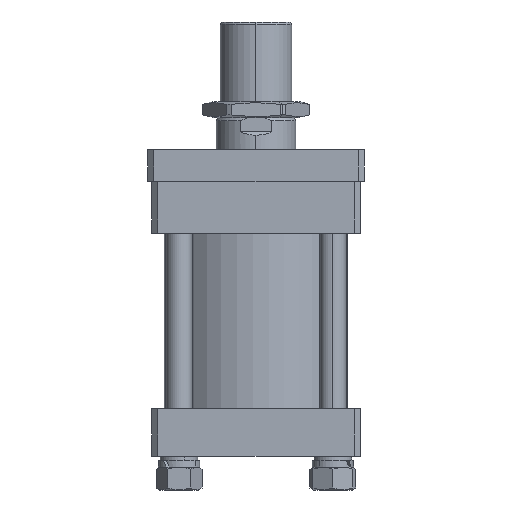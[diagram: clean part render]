
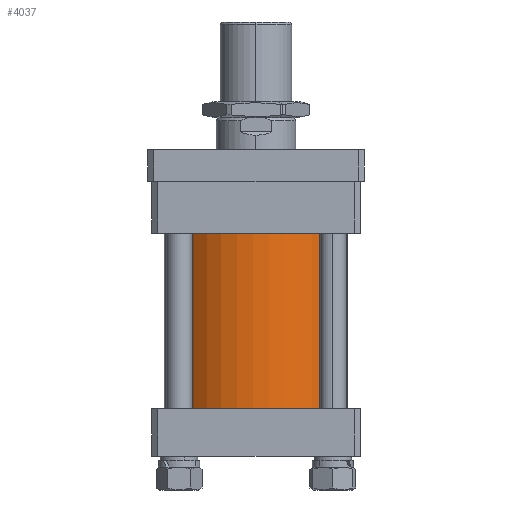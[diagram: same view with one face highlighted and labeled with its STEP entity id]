
A CAD part, front view. The second image highlights one B-rep face of the part: STEP entity #4037.
In plain terms, the highlighted cylindrical face has radius 115 mm (diameter 230 mm), a partial arc.
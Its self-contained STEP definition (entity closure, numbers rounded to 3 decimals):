
#283 = VERTEX_POINT ( 'NONE', #3870 ) ;
#319 = VERTEX_POINT ( 'NONE', #3914 ) ;
#321 = VERTEX_POINT ( 'NONE', #3908 ) ;
#447 = VERTEX_POINT ( 'NONE', #1190 ) ;
#1190 = CARTESIAN_POINT ( 'NONE',  ( 115., 0., 110. ) ) ;
#1483 = EDGE_CURVE ( 'NONE', #447, #283, #2271, .T. ) ;
#1549 = EDGE_CURVE ( 'NONE', #321, #319, #2004, .T. ) ;
#1631 = EDGE_CURVE ( 'NONE', #321, #447, #1741, .T. ) ;
#1641 = EDGE_CURVE ( 'NONE', #319, #283, #1708, .T. ) ;
#1708 = CIRCLE ( 'NONE', #7697, 115. ) ;
#1741 = CIRCLE ( 'NONE', #7702, 115. ) ;
#1834 = VECTOR ( 'NONE', #5371, 1000. ) ;
#1881 = VECTOR ( 'NONE', #4161, 1000. ) ;
#2004 = LINE ( 'NONE', #5320, #1834 ) ;
#2033 = CYLINDRICAL_SURFACE ( 'NONE', #7603, 115. ) ;
#2271 = LINE ( 'NONE', #4139, #1881 ) ;
#2321 = FACE_OUTER_BOUND ( 'NONE', #7291, .T. ) ;
#3680 = CARTESIAN_POINT ( 'NONE',  ( 0., 0., 110. ) ) ;
#3689 = DIRECTION ( 'NONE',  ( 1., 0., 0. ) ) ;
#3699 = DIRECTION ( 'NONE',  ( 0., 0., 1. ) ) ;
#3870 = CARTESIAN_POINT ( 'NONE',  ( 115., 0., -110. ) ) ;
#3908 = CARTESIAN_POINT ( 'NONE',  ( -115., 0., 110. ) ) ;
#3914 = CARTESIAN_POINT ( 'NONE',  ( -115., 0., -110. ) ) ;
#4037 = ADVANCED_FACE ( 'NONE', ( #2321 ), #2033, .T. ) ;
#4139 = CARTESIAN_POINT ( 'NONE',  ( 115., 0., 110. ) ) ;
#4161 = DIRECTION ( 'NONE',  ( 0., 0., -1. ) ) ;
#4481 = DIRECTION ( 'NONE',  ( -1., 0., 0. ) ) ;
#4486 = DIRECTION ( 'NONE',  ( 0., 0., -1. ) ) ;
#4488 = CARTESIAN_POINT ( 'NONE',  ( 0., 0., 110. ) ) ;
#4943 = ORIENTED_EDGE ( 'NONE', *, *, #1483, .F. ) ;
#4944 = ORIENTED_EDGE ( 'NONE', *, *, #1631, .F. ) ;
#4945 = ORIENTED_EDGE ( 'NONE', *, *, #1549, .T. ) ;
#4946 = ORIENTED_EDGE ( 'NONE', *, *, #1641, .T. ) ;
#5320 = CARTESIAN_POINT ( 'NONE',  ( -115., 0., 110. ) ) ;
#5371 = DIRECTION ( 'NONE',  ( 0., 0., -1. ) ) ;
#7067 = CARTESIAN_POINT ( 'NONE',  ( 0., 0., -110. ) ) ;
#7068 = DIRECTION ( 'NONE',  ( 0., 0., 1. ) ) ;
#7069 = DIRECTION ( 'NONE',  ( 1., 0., 0. ) ) ;
#7291 = EDGE_LOOP ( 'NONE', ( #4943, #4944, #4945, #4946 ) ) ;
#7603 = AXIS2_PLACEMENT_3D ( 'NONE', #4488, #4486, #4481 ) ;
#7697 = AXIS2_PLACEMENT_3D ( 'NONE', #7067, #7068, #7069 ) ;
#7702 = AXIS2_PLACEMENT_3D ( 'NONE', #3680, #3699, #3689 ) ;
